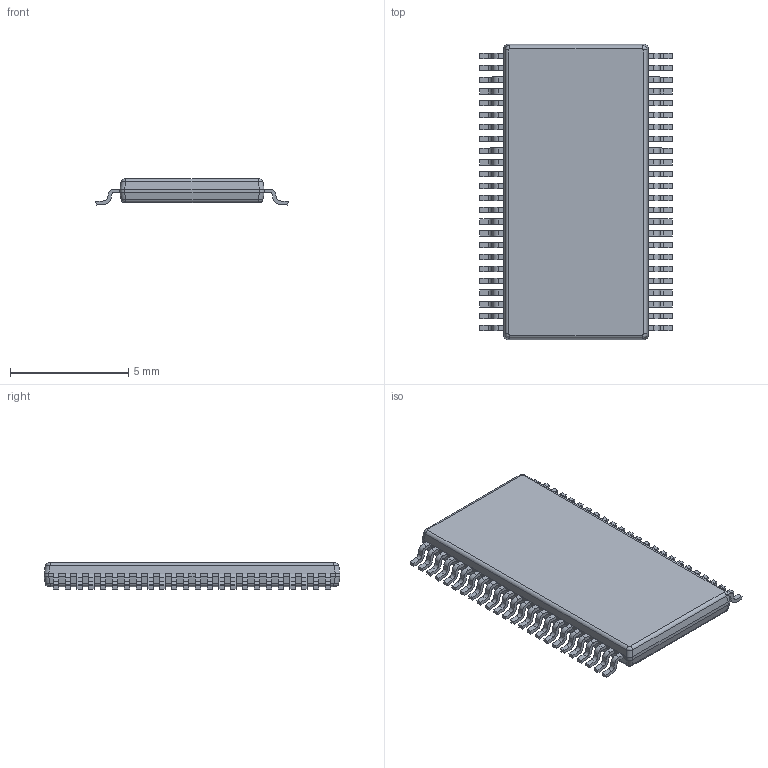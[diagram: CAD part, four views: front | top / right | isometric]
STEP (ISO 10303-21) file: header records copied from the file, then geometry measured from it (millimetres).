
FILE_DESCRIPTION((''),'2;1');
FILE_NAME('DGG0048A_ASM','2016-09-23T',('a0412025'),(''),'CREO PARAMETRIC BY PTC INC, 2016050','CREO PARAMETRIC BY PTC INC, 2016050','');
FILE_SCHEMA(('AUTOMOTIVE_DESIGN { 1 0 10303 214 1 1 1 1 }'));
Length unit declared in the file: millimetre
Products named in the file (4): BODY-SO; LEAD-SO; PIN1-ID; DGG0048A_ASM
Assembly tree (50 placements, depth 2):
  DGG0048A_ASM
    BODY-SO
    LEAD-SO  x48
    PIN1-ID
Bounding box: 8.12 x 12.5 x 1.1 mm (x, y, z)
Volume: 76.9 mm3; surface area: 230.7 mm2
Topology: 49 solids, 49 shells, 722 faces, 1840 edges, 1216 vertices
Faces by surface type: plane 502, cylinder 212, bspline 8
Entity records: 4382 total; most frequent: CARTESIAN_POINT 1656, DIRECTION 360, ORIENTED_EDGE 296, PRESENTATION_STYLE_ASSIGNMENT 150, STYLED_ITEM 150, CURVE_STYLE 148, EDGE_CURVE 148, AXIS2_PLACEMENT_3D 142
